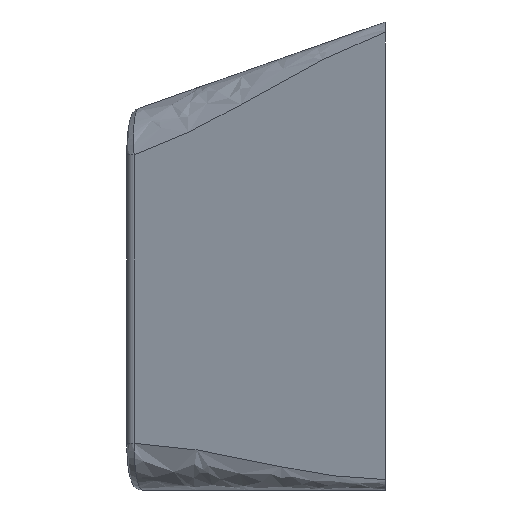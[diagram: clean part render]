
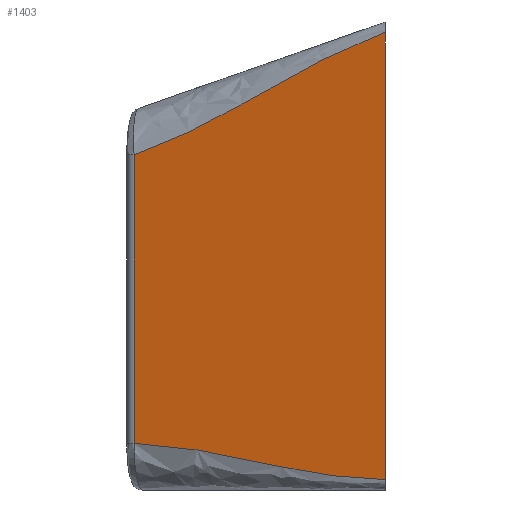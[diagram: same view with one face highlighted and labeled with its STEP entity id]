
A CAD part, left-side view. The second image highlights one B-rep face of the part: STEP entity #1403.
In plain terms, the highlighted planar face has unit normal (-0.958, 0.287, 0).
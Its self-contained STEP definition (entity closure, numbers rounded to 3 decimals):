
#1094=EDGE_CURVE('',#1095,#1097,#1099,.F.);
#1095=VERTEX_POINT('',#1096);
#1096=CARTESIAN_POINT('',(0.0,0.0,-0.384));
#1097=VERTEX_POINT('',#1098);
#1098=CARTESIAN_POINT('',(0.0,0.0,-17.6));
#1099=LINE('',#1100,#1101);
#1100=CARTESIAN_POINT('',(0.0,0.0,0.0));
#1101=VECTOR('',#1102,1.0);
#1102=DIRECTION('',(0.0,0.0,1.0));
#1403=ADVANCED_FACE('',(#1404),#1443,.F.);
#1404=FACE_BOUND('',#1405,.T.);
#1405=EDGE_LOOP('',(#1406,#1421,#1429,#1442));
#1406=ORIENTED_EDGE('',*,*,#1407,.T.);
#1407=EDGE_CURVE('',#1095,#1408,#1410,.T.);
#1408=VERTEX_POINT('',#1409);
#1409=CARTESIAN_POINT('',(2.899,9.664,-5.108));
#1410=B_SPLINE_CURVE_WITH_KNOTS('',3,(#1411,#1412,#1413,#1414,#1415,#1416,#1417,#1418,#1419,#1420),.UNSPECIFIED.,.F.,.U.,(4,3,3,4),(-0.023,0.0,0.011,0.035),.UNSPECIFIED.);
#1411=CARTESIAN_POINT('',(-6.332,-21.107,7.004));
#1412=CARTESIAN_POINT('',(-4.233,-14.108,4.554));
#1413=CARTESIAN_POINT('',(-2.133,-7.11,2.105));
#1414=CARTESIAN_POINT('',(-0.033,-0.111,-0.345));
#1415=CARTESIAN_POINT('',(0.967,3.223,-1.511));
#1416=CARTESIAN_POINT('',(1.851,6.168,-3.885));
#1417=CARTESIAN_POINT('',(2.851,9.502,-5.052));
#1418=CARTESIAN_POINT('',(5.0,16.667,-7.559));
#1419=CARTESIAN_POINT('',(7.149,23.832,-10.067));
#1420=CARTESIAN_POINT('',(9.299,30.996,-12.575));
#1421=ORIENTED_EDGE('',*,*,#1422,.T.);
#1422=EDGE_CURVE('',#1408,#1423,#1425,.T.);
#1423=VERTEX_POINT('',#1424);
#1424=CARTESIAN_POINT('',(2.899,9.664,-16.205));
#1425=LINE('',#1426,#1427);
#1426=CARTESIAN_POINT('',(2.899,9.664,0.0));
#1427=VECTOR('',#1428,1.0);
#1428=DIRECTION('',(0.0,0.0,-1.0));
#1429=ORIENTED_EDGE('',*,*,#1430,.T.);
#1430=EDGE_CURVE('',#1423,#1097,#1431,.T.);
#1431=B_SPLINE_CURVE_WITH_KNOTS('',3,(#1432,#1433,#1434,#1435,#1436,#1437,#1438,#1439,#1440,#1441),.UNSPECIFIED.,.F.,.U.,(4,3,3,4),(-0.032,-0.01,0.0,0.021),.UNSPECIFIED.);
#1432=CARTESIAN_POINT('',(9.235,30.783,-16.2));
#1433=CARTESIAN_POINT('',(7.157,23.855,-16.2));
#1434=CARTESIAN_POINT('',(5.078,16.928,-16.2));
#1435=CARTESIAN_POINT('',(3.0,10.0,-16.2));
#1436=CARTESIAN_POINT('',(2.0,6.667,-16.2));
#1437=CARTESIAN_POINT('',(1.0,3.333,-17.6));
#1438=CARTESIAN_POINT('',(0.,0.,-17.6));
#1439=CARTESIAN_POINT('',(-2.052,-6.841,-17.6));
#1440=CARTESIAN_POINT('',(-4.104,-13.681,-17.6));
#1441=CARTESIAN_POINT('',(-6.157,-20.522,-17.6));
#1442=ORIENTED_EDGE('',*,*,#1094,.F.);
#1443=PLANE('',#1444);
#1444=AXIS2_PLACEMENT_3D('',#1445,#1446,#1447);
#1445=CARTESIAN_POINT('',(0.,0.,0.0));
#1446=DIRECTION('',(0.958,-0.287,0.0));
#1447=DIRECTION('',(0.287,0.958,0.0));
